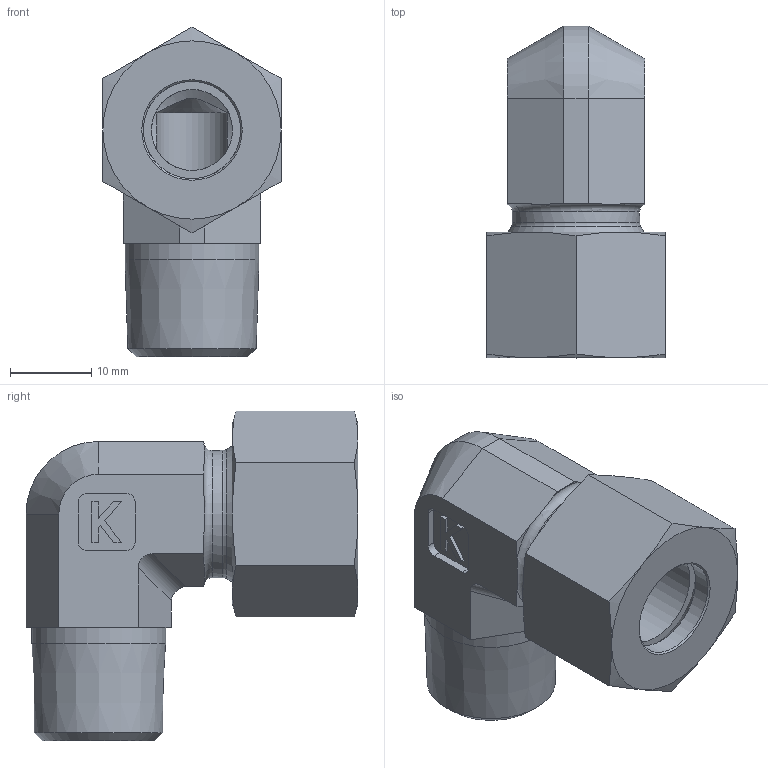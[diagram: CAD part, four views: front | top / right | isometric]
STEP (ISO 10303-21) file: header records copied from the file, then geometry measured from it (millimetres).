
FILE_DESCRIPTION((''),'2;1');
FILE_NAME('22002121618.stp','2014-08-26T10:55:36',(''),('KNOMI spol. s r. o.'),'Autodesk Inventor 2012','Autodesk Inventor 2012','');
FILE_SCHEMA(('AUTOMOTIVE_DESIGN { 1 2 10303 214 0 1 1 1 }'));
Length unit declared in the file: millimetre
Products named in the file (4): LHCM2K 12LMkuž M16x1.5/M18x1; 21002 121618; 3911218; 40112
Assembly tree (3 placements, depth 2):
  LHCM2K 12LMkuž M16x1.5/M18x1
    21002 121618
    3911218
    40112
Bounding box: 22 x 40.95 x 40.7 mm (x, y, z)
Volume: 12028.1 mm3; surface area: 8082.9 mm2
Topology: 3 solids, 3 shells, 103 faces, 258 edges, 171 vertices
Faces by surface type: plane 52, cone 29, cylinder 19, torus 3
Full cylindrical faces by diameter (mm): 9 x1, 10 x1, 12 x3, 14.3 x1, 15.7 x1, 16 x1, 16.376 x1, 16.532 x1, 18 x1
Entity records: 3141 total; most frequent: CARTESIAN_POINT 640, DIRECTION 478, ORIENTED_EDGE 428, EDGE_CURVE 214, AXIS2_PLACEMENT_3D 182, VERTEX_POINT 148, EDGE_LOOP 140, VECTOR 114
